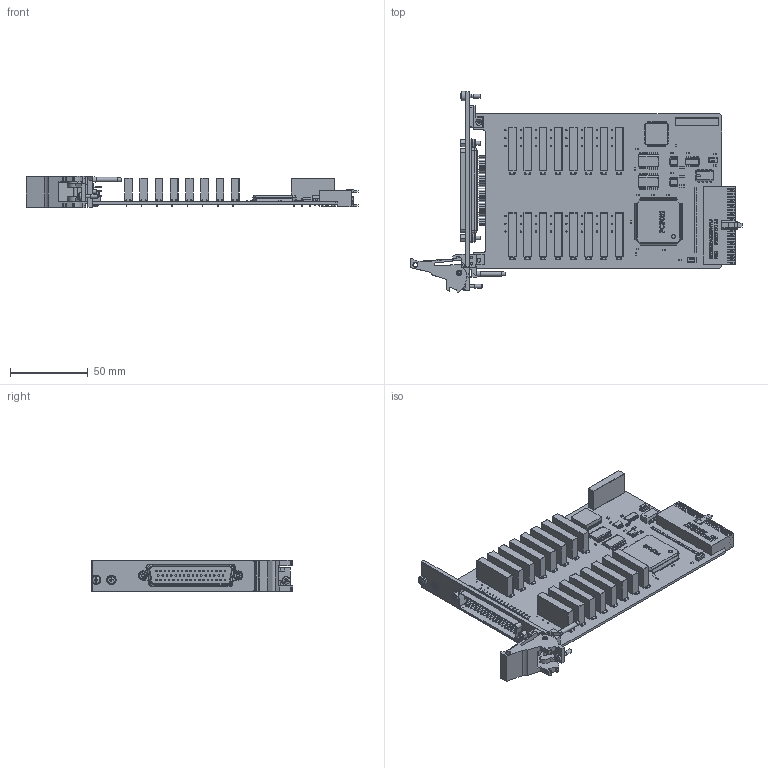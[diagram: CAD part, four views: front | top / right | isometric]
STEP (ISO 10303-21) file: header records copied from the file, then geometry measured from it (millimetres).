
FILE_DESCRIPTION (( 'STEP AP214' ), '1' );
FILE_NAME ('40-157-001 PXI 8 x SPDT Power 5A.STEP', '2013-08-22T08:01:49', ( 'admin' ), ( '' ), 'SwSTEP 2.0', 'SolidWorks 2012', '' );
FILE_SCHEMA (( 'AUTOMOTIVE_DESIGN' ));
Length unit declared in the file: millimetre
Products named in the file (1): 40-157-001 PXI 8 x SPDT Power 5A
Bounding box: 214.01 x 129.67 x 20 mm (x, y, z)
Surface area: 79584.9 mm2 (no closed solid volume)
Topology: 0 solids, 542 shells, 3754 faces, 14754 edges, 11134 vertices
Faces by surface type: plane 2637, cylinder 965, cone 74, torus 50, bspline 21, sphere 7
Full cylindrical faces by diameter (mm): 0.1 x1, 0.6 x160, 0.7 x5, 0.8 x48, 0.9 x8, 1 x113, 1.008 x12, 1.3 x51, 1.496 x2, 2 x5, 2.05 x3, 2.1 x1, 2.497 x1, 2.5 x6, 2.6 x1, 2.7 x1, 2.8 x1, 3 x3, 4.7 x1, 5 x4, 5.2 x2, 5.3 x1, 5.5 x2, 6 x1, 6.1 x1
Entity records: 196856 total; most frequent: CARTESIAN_POINT 38368, DIRECTION 23732, ORIENTED_EDGE 19163, EDGE_CURVE 14007, VERTEX_POINT 10930, VECTOR 10482, LINE 10482, AXIS2_PLACEMENT_3D 6625
